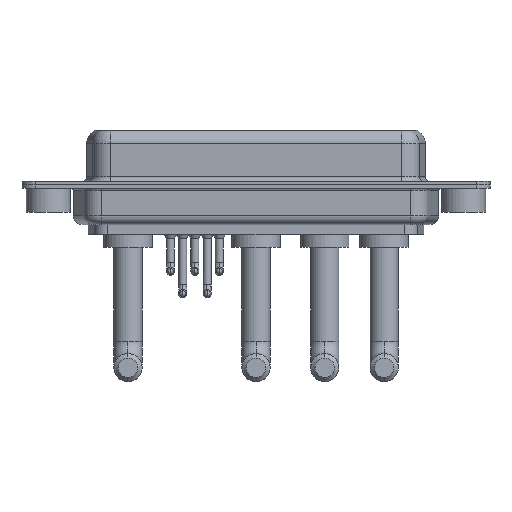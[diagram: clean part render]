
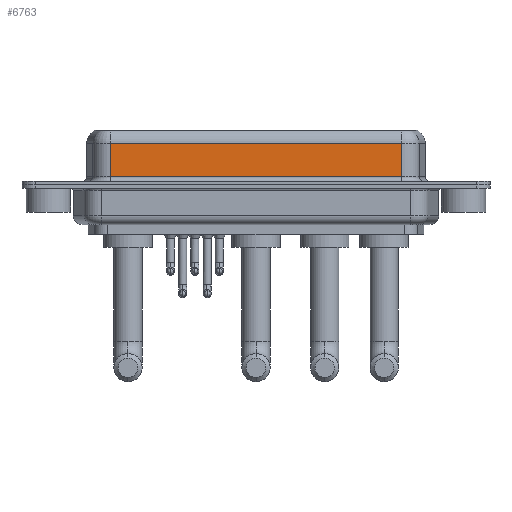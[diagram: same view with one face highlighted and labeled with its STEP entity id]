
A CAD part, front view. The second image highlights one B-rep face of the part: STEP entity #6763.
In plain terms, the highlighted planar face has unit normal (0, -1, 0).
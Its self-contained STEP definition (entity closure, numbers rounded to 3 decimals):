
#145 = LINE ( 'NONE', #4686, #1177 ) ;
#386 = VERTEX_POINT ( 'NONE', #16766 ) ;
#1177 = VECTOR ( 'NONE', #7302, 1000. ) ;
#1231 = LINE ( 'NONE', #12074, #10692 ) ;
#1441 = VERTEX_POINT ( 'NONE', #8990 ) ;
#1467 = DIRECTION ( 'NONE',  ( 0., 1., 0. ) ) ;
#2264 = VECTOR ( 'NONE', #5057, 1000. ) ;
#2711 = DIRECTION ( 'NONE',  ( 0., 0., 1. ) ) ;
#3713 = VECTOR ( 'NONE', #7893, 1000. ) ;
#4686 = CARTESIAN_POINT ( 'NONE',  ( 40.037, -3.95, 4.65 ) ) ;
#4798 = ORIENTED_EDGE ( 'NONE', *, *, #9768, .T. ) ;
#5057 = DIRECTION ( 'NONE',  ( 0., 0., -1. ) ) ;
#5213 = CARTESIAN_POINT ( 'NONE',  ( 40.037, -3.95, 0.9 ) ) ;
#5275 = ORIENTED_EDGE ( 'NONE', *, *, #13057, .T. ) ;
#6553 = VERTEX_POINT ( 'NONE', #11264 ) ;
#6763 = ADVANCED_FACE ( 'NONE', ( #14689 ), #14523, .F. ) ;
#7298 = AXIS2_PLACEMENT_3D ( 'NONE', #8037, #1467, #2711 ) ;
#7302 = DIRECTION ( 'NONE',  ( -1., 0., 0. ) ) ;
#7323 = EDGE_LOOP ( 'NONE', ( #15895, #5275, #4798, #12881 ) ) ;
#7893 = DIRECTION ( 'NONE',  ( 0., 0., -1. ) ) ;
#8037 = CARTESIAN_POINT ( 'NONE',  ( 40.037, -3.95, 6.4 ) ) ;
#8122 = DIRECTION ( 'NONE',  ( 1., 0., 0. ) ) ;
#8990 = CARTESIAN_POINT ( 'NONE',  ( 40.037, -3.95, 4.65 ) ) ;
#9069 = CARTESIAN_POINT ( 'NONE',  ( 40.037, -3.95, 6.4 ) ) ;
#9768 = EDGE_CURVE ( 'NONE', #6553, #386, #15602, .T. ) ;
#10692 = VECTOR ( 'NONE', #8122, 1000. ) ;
#11264 = CARTESIAN_POINT ( 'NONE',  ( 7.013, -3.95, 4.65 ) ) ;
#11783 = LINE ( 'NONE', #9069, #2264 ) ;
#11886 = EDGE_CURVE ( 'NONE', #1441, #12397, #11783, .T. ) ;
#12074 = CARTESIAN_POINT ( 'NONE',  ( 40.037, -3.95, 0.9 ) ) ;
#12397 = VERTEX_POINT ( 'NONE', #5213 ) ;
#12881 = ORIENTED_EDGE ( 'NONE', *, *, #13832, .T. ) ;
#13057 = EDGE_CURVE ( 'NONE', #1441, #6553, #145, .T. ) ;
#13832 = EDGE_CURVE ( 'NONE', #386, #12397, #1231, .T. ) ;
#14523 = PLANE ( 'NONE',  #7298 ) ;
#14545 = CARTESIAN_POINT ( 'NONE',  ( 7.013, -3.95, 6.4 ) ) ;
#14689 = FACE_OUTER_BOUND ( 'NONE', #7323, .T. ) ;
#15602 = LINE ( 'NONE', #14545, #3713 ) ;
#15895 = ORIENTED_EDGE ( 'NONE', *, *, #11886, .F. ) ;
#16766 = CARTESIAN_POINT ( 'NONE',  ( 7.013, -3.95, 0.9 ) ) ;
